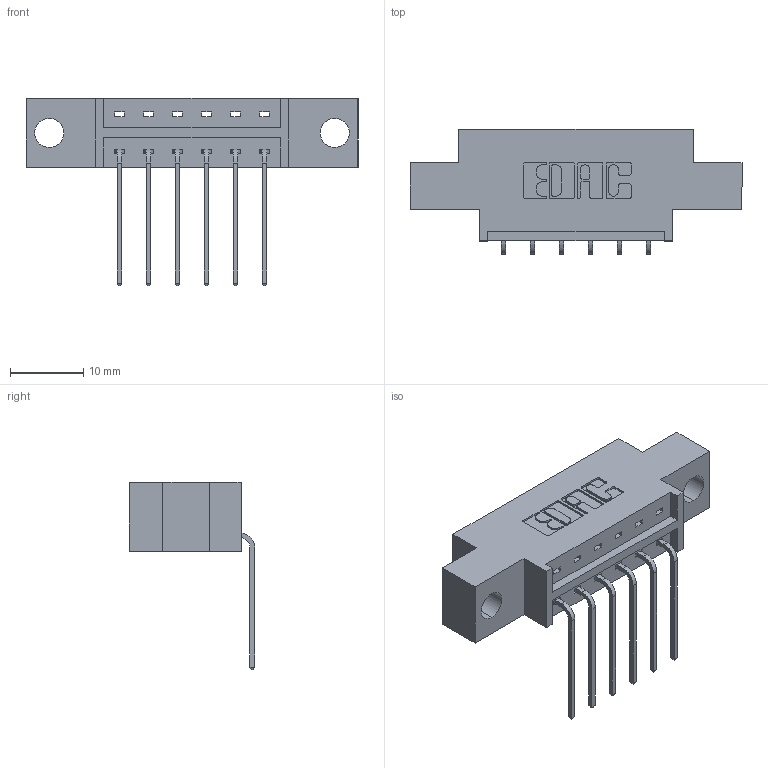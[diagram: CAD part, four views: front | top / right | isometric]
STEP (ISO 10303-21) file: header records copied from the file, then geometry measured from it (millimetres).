
FILE_DESCRIPTION (( 'STEP AP203' ), '1' );
FILE_NAME ('333-006-559-604.STEP', '2018-07-31T21:27:41', ( '' ), ( '' ), 'SwSTEP 2.0', 'SolidWorks 2016', '' );
FILE_SCHEMA (( 'CONFIG_CONTROL_DESIGN' ));
Length unit declared in the file: inch
Products named in the file (3): 333 Part_Offset - .156 Dia - TH; 345-292-001_558 559 Tail - 1; 333-006-559-604
Assembly tree (7 placements, depth 2):
  333-006-559-604
    333 Part_Offset - .156 Dia - TH
    345-292-001_558 559 Tail - 1  x6
Bounding box: 45.31 x 17.09 x 25.53 mm (x, y, z)
Volume: 3954.6 mm3; surface area: 4159.1 mm2
Topology: 7 solids, 7 shells, 478 faces, 1415 edges, 934 vertices
Faces by surface type: plane 338, cylinder 140
Entity records: 8543 total; most frequent: CARTESIAN_POINT 1488, ORIENTED_EDGE 1430, DIRECTION 1327, EDGE_CURVE 715, VECTOR 587, LINE 587, VERTEX_POINT 474, AXIS2_PLACEMENT_3D 370
